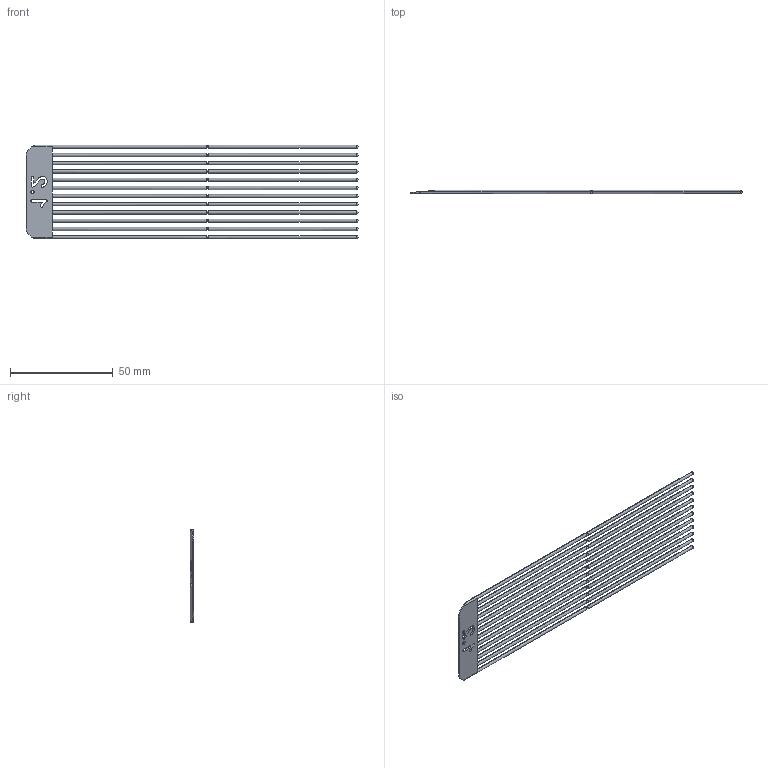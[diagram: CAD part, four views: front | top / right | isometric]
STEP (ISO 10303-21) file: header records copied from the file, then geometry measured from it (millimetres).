
FILE_DESCRIPTION (( 'STEP AP203' ), '1' );
FILE_NAME ('swab_Round v1.2.STEP', '2020-03-21T18:59:05', ( '' ), ( '' ), 'SwSTEP 2.0', 'SolidWorks 2019', '' );
FILE_SCHEMA (( 'CONFIG_CONTROL_DESIGN' ));
Length unit declared in the file: millimetre
Products named in the file (1): swab_Round v1.2
Bounding box: 161.82 x 1.57 x 45.57 mm (x, y, z)
Volume: 4022.5 mm3; surface area: 10075.2 mm2
Topology: 1 solids, 1 shells, 238 faces, 700 edges, 440 vertices
Faces by surface type: cylinder 98, plane 90, bspline 26, sphere 24
Entity records: 8823 total; most frequent: CARTESIAN_POINT 2625, DIRECTION 1328, ORIENTED_EDGE 1304, EDGE_CURVE 652, AXIS2_PLACEMENT_3D 523, VERTEX_POINT 416, CIRCLE 310, VECTOR 282
